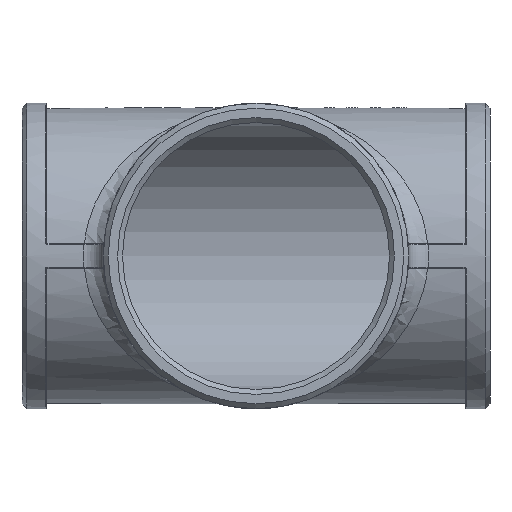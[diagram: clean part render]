
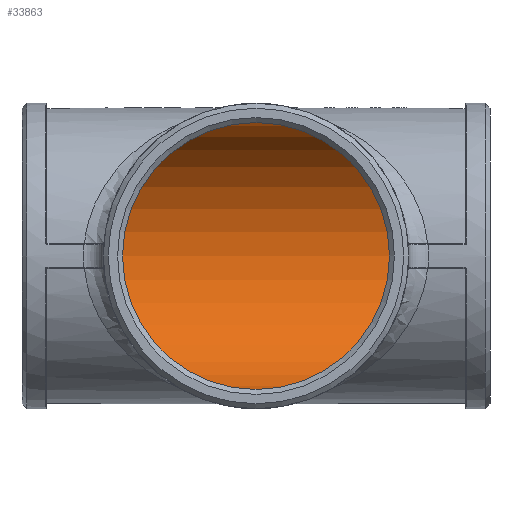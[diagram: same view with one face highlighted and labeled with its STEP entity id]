
A CAD part, front view. The second image highlights one B-rep face of the part: STEP entity #33863.
In plain terms, the highlighted cylindrical face has radius 56.9 mm (diameter 113.8 mm), a full revolution.
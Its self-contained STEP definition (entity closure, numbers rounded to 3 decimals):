
#4931 = ORIENTED_EDGE ( 'NONE', *, *, #9913, .T. ) ;
#5437 = ORIENTED_EDGE ( 'NONE', *, *, #9332, .T. ) ;
#5825 = CARTESIAN_POINT ( 'NONE',  ( 0., 0., 56.9 ) ) ;
#9332 = EDGE_CURVE ( 'NONE', #40120, #40120, #40328, .T. ) ;
#9343 = EDGE_CURVE ( 'NONE', #40136, #40136, #40270, .T. ) ;
#9551 = EDGE_CURVE ( 'NONE', #16128, #16125, #41036, .T. ) ;
#9913 = EDGE_CURVE ( 'NONE', #16125, #16128, #41281, .T. ) ;
#10184 = FACE_OUTER_BOUND ( 'NONE', #16445, .T. ) ;
#10339 = FACE_BOUND ( 'NONE', #16680, .T. ) ;
#10417 = CYLINDRICAL_SURFACE ( 'NONE', #17437, 56.9 ) ;
#10535 = FACE_OUTER_BOUND ( 'NONE', #16608, .T. ) ;
#13635 = CARTESIAN_POINT ( 'NONE',  ( 66.86, 0., -56.9 ) ) ;
#13636 = CARTESIAN_POINT ( 'NONE',  ( -66.86, 0., -56.9 ) ) ;
#13818 = AXIS2_PLACEMENT_3D ( 'NONE', #41644, #41713, #41714 ) ;
#13939 = AXIS2_PLACEMENT_3D ( 'NONE', #20238, #41117, #41603 ) ;
#14863 = ORIENTED_EDGE ( 'NONE', *, *, #9343, .F. ) ;
#16125 = VERTEX_POINT ( 'NONE', #34228 ) ;
#16128 = VERTEX_POINT ( 'NONE', #34229 ) ;
#16445 = EDGE_LOOP ( 'NONE', ( #5437 ) ) ;
#16608 = EDGE_LOOP ( 'NONE', ( #14863 ) ) ;
#16680 = EDGE_LOOP ( 'NONE', ( #4931, #17306 ) ) ;
#17306 = ORIENTED_EDGE ( 'NONE', *, *, #9551, .T. ) ;
#17437 = AXIS2_PLACEMENT_3D ( 'NONE', #35410, #35411, #35412 ) ;
#20238 = CARTESIAN_POINT ( 'NONE',  ( 66.86, 0., 0. ) ) ;
#25555 = CARTESIAN_POINT ( 'NONE',  ( -113.8, -113.8, -56.9 ) ) ;
#25677 = CARTESIAN_POINT ( 'NONE',  ( -113.8, -113.8, 56.9 ) ) ;
#25678 = CARTESIAN_POINT ( 'NONE',  ( 0., 0., 56.9 ) ) ;
#25708 = CARTESIAN_POINT ( 'NONE',  ( 0., 0., -56.9 ) ) ;
#33863 = ADVANCED_FACE ( 'NONE', ( #10339, #10535, #10184 ), #10417, .F. ) ;
#34228 = CARTESIAN_POINT ( 'NONE',  ( 0., 0., -56.9 ) ) ;
#34229 = CARTESIAN_POINT ( 'NONE',  ( 0., 0., 56.9 ) ) ;
#35410 = CARTESIAN_POINT ( 'NONE',  ( 0., 0., 0. ) ) ;
#35411 = DIRECTION ( 'NONE',  ( 1., 0., 0. ) ) ;
#35412 = DIRECTION ( 'NONE',  ( 0., 1., 0. ) ) ;
#39039 = CARTESIAN_POINT ( 'NONE',  ( 0., 0., -56.9 ) ) ;
#39040 = CARTESIAN_POINT ( 'NONE',  ( 113.8, -113.8, -56.9 ) ) ;
#39041 = CARTESIAN_POINT ( 'NONE',  ( 113.8, -113.8, 56.9 ) ) ;
#40120 = VERTEX_POINT ( 'NONE', #13635 ) ;
#40136 = VERTEX_POINT ( 'NONE', #13636 ) ;
#40270 = CIRCLE ( 'NONE', #13818, 56.9 ) ;
#40328 = CIRCLE ( 'NONE', #13939, 56.9 ) ;
#41036 =( BOUNDED_CURVE ( )  B_SPLINE_CURVE ( 3, ( #25678, #25677, #25555, #25708 ),
 .UNSPECIFIED., .F., .F. ) 
 B_SPLINE_CURVE_WITH_KNOTS ( ( 4, 4 ),
 ( 1.571, 4.712 ),
 .UNSPECIFIED. ) 
 CURVE ( )  GEOMETRIC_REPRESENTATION_ITEM ( )  RATIONAL_B_SPLINE_CURVE ( ( 1., 0.333, 0.333, 1. ) ) 
 REPRESENTATION_ITEM ( '' )  );
#41117 = DIRECTION ( 'NONE',  ( 1., 0., 0. ) ) ;
#41281 =( BOUNDED_CURVE ( )  B_SPLINE_CURVE ( 3, ( #39039, #39040, #39041, #5825 ),
 .UNSPECIFIED., .F., .F. ) 
 B_SPLINE_CURVE_WITH_KNOTS ( ( 4, 4 ),
 ( 4.712, 7.854 ),
 .UNSPECIFIED. ) 
 CURVE ( )  GEOMETRIC_REPRESENTATION_ITEM ( )  RATIONAL_B_SPLINE_CURVE ( ( 1., 0.333, 0.333, 1. ) ) 
 REPRESENTATION_ITEM ( '' )  );
#41603 = DIRECTION ( 'NONE',  ( 0., 0., -1. ) ) ;
#41644 = CARTESIAN_POINT ( 'NONE',  ( -66.86, 0., 0. ) ) ;
#41713 = DIRECTION ( 'NONE',  ( 1., 0., 0. ) ) ;
#41714 = DIRECTION ( 'NONE',  ( 0., 0., -1. ) ) ;
